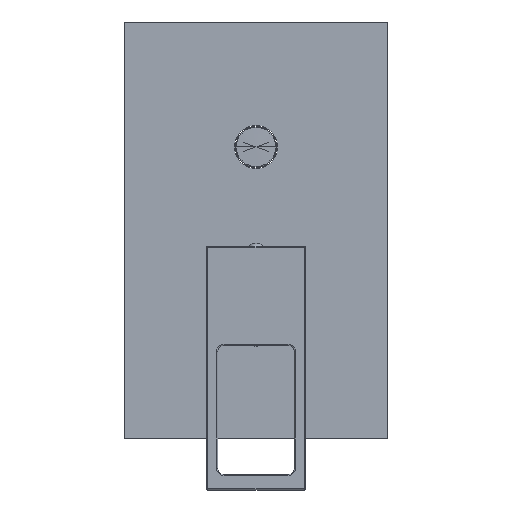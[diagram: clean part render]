
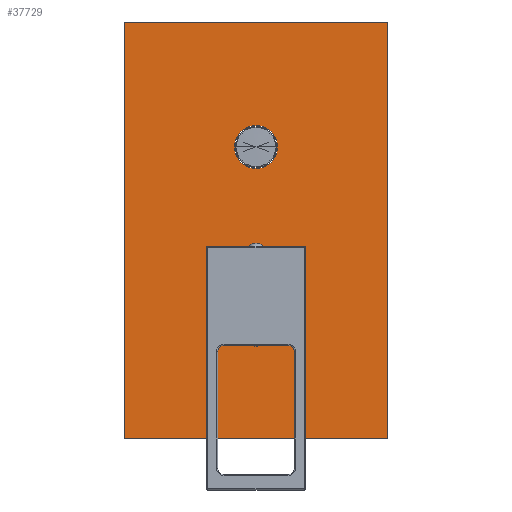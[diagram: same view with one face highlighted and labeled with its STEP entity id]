
A CAD part, top view. The second image highlights one B-rep face of the part: STEP entity #37729.
In plain terms, the highlighted planar face has unit normal (0, 0, 1).
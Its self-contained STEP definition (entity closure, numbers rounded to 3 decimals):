
#37534=DIRECTION('',(0.,1.,0.));
#37535=VECTOR('',#37534,190.);
#37536=CARTESIAN_POINT('',(60.,-65.,52.7));
#37537=LINE('',#37536,#37535);
#37538=DIRECTION('',(1.,0.,0.));
#37539=VECTOR('',#37538,120.);
#37540=CARTESIAN_POINT('',(-60.,-65.,52.7));
#37541=LINE('',#37540,#37539);
#37542=DIRECTION('',(0.,-1.,0.));
#37543=VECTOR('',#37542,190.);
#37544=CARTESIAN_POINT('',(-60.,125.,52.7));
#37545=LINE('',#37544,#37543);
#37546=DIRECTION('',(-1.,0.,0.));
#37547=VECTOR('',#37546,120.);
#37548=CARTESIAN_POINT('',(60.,125.,52.7));
#37549=LINE('',#37548,#37547);
#37550=CARTESIAN_POINT('',(0.,0.,52.7));
#37551=DIRECTION('',(0.,0.,-1.));
#37552=DIRECTION('',(-1.,0.,0.));
#37553=AXIS2_PLACEMENT_3D('',#37550,#37551,#37552);
#37555=CARTESIAN_POINT('',(0.,0.,52.7));
#37556=DIRECTION('',(0.,0.,-1.));
#37557=DIRECTION('',(1.,0.,0.));
#37558=AXIS2_PLACEMENT_3D('',#37555,#37556,#37557);
#37560=CARTESIAN_POINT('',(0.,68.,52.7));
#37561=DIRECTION('',(0.,0.,-1.));
#37562=DIRECTION('',(-1.,0.,0.));
#37563=AXIS2_PLACEMENT_3D('',#37560,#37561,#37562);
#37565=CARTESIAN_POINT('',(0.,68.,52.7));
#37566=DIRECTION('',(0.,0.,-1.));
#37567=DIRECTION('',(1.,0.,0.));
#37568=AXIS2_PLACEMENT_3D('',#37565,#37566,#37567);
#37610=CARTESIAN_POINT('',(-22.8,0.,52.7));
#37611=CARTESIAN_POINT('',(22.8,0.,52.7));
#37612=VERTEX_POINT('',#37610);
#37613=VERTEX_POINT('',#37611);
#37614=CARTESIAN_POINT('',(-9.75,68.,52.7));
#37615=CARTESIAN_POINT('',(9.75,68.,52.7));
#37616=VERTEX_POINT('',#37614);
#37617=VERTEX_POINT('',#37615);
#37618=CARTESIAN_POINT('',(60.,-65.,52.7));
#37619=CARTESIAN_POINT('',(60.,125.,52.7));
#37620=VERTEX_POINT('',#37618);
#37621=VERTEX_POINT('',#37619);
#37622=CARTESIAN_POINT('',(-60.,125.,52.7));
#37623=VERTEX_POINT('',#37622);
#37624=CARTESIAN_POINT('',(-60.,-65.,52.7));
#37625=VERTEX_POINT('',#37624);
#37704=CARTESIAN_POINT('',(0.,30.,52.7));
#37705=DIRECTION('',(0.,0.,1.));
#37706=DIRECTION('',(-1.,0.,0.));
#37707=AXIS2_PLACEMENT_3D('',#37704,#37705,#37706);
#37708=PLANE('',#37707);
#37709=ORIENTED_EDGE('',*,*,#37690,.F.);
#37710=ORIENTED_EDGE('',*,*,#37635,.F.);
#37712=ORIENTED_EDGE('',*,*,#37711,.F.);
#37714=ORIENTED_EDGE('',*,*,#37713,.F.);
#37715=EDGE_LOOP('',(#37709,#37710,#37712,#37714));
#37716=FACE_OUTER_BOUND('',#37715,.F.);
#37718=ORIENTED_EDGE('',*,*,#37717,.F.);
#37720=ORIENTED_EDGE('',*,*,#37719,.F.);
#37721=EDGE_LOOP('',(#37718,#37720));
#37722=FACE_BOUND('',#37721,.F.);
#37724=ORIENTED_EDGE('',*,*,#37723,.F.);
#37726=ORIENTED_EDGE('',*,*,#37725,.F.);
#37727=EDGE_LOOP('',(#37724,#37726));
#37728=FACE_BOUND('',#37727,.F.);
#37729=ADVANCED_FACE('',(#37716,#37722,#37728),#37708,.T.);
#37554=CIRCLE('',#37553,22.8);
#37559=CIRCLE('',#37558,22.8);
#37564=CIRCLE('',#37563,9.75);
#37569=CIRCLE('',#37568,9.75);
#37635=EDGE_CURVE('',#37625,#37620,#37541,.T.);
#37690=EDGE_CURVE('',#37620,#37621,#37537,.T.);
#37711=EDGE_CURVE('',#37623,#37625,#37545,.T.);
#37713=EDGE_CURVE('',#37621,#37623,#37549,.T.);
#37717=EDGE_CURVE('',#37612,#37613,#37554,.T.);
#37719=EDGE_CURVE('',#37613,#37612,#37559,.T.);
#37723=EDGE_CURVE('',#37616,#37617,#37564,.T.);
#37725=EDGE_CURVE('',#37617,#37616,#37569,.T.);
